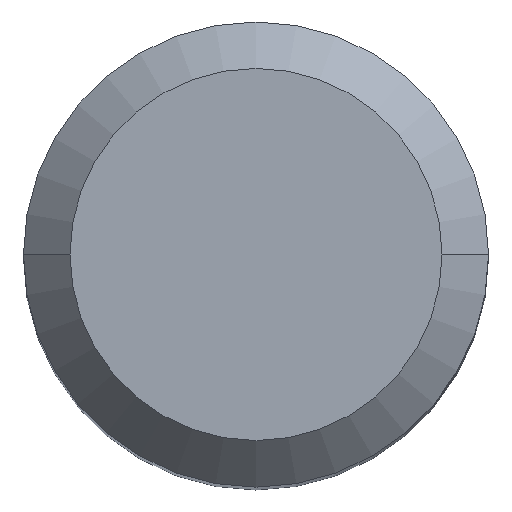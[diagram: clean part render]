
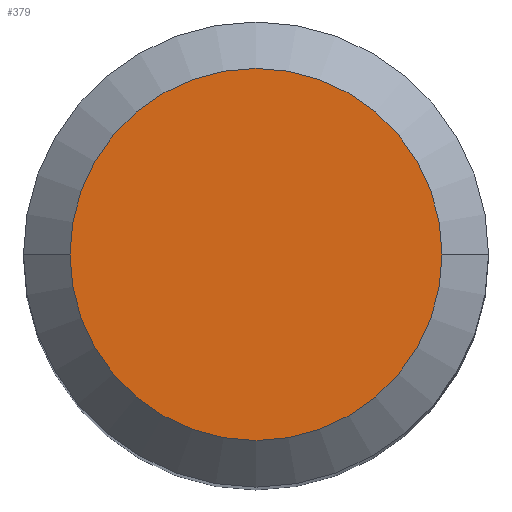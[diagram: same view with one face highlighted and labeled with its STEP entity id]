
A CAD part, top view. The second image highlights one B-rep face of the part: STEP entity #379.
In plain terms, the highlighted planar face has unit normal (0, 0, 1).
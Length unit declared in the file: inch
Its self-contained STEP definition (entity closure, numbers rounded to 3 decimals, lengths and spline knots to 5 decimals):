
#56 = CARTESIAN_POINT ( 'NONE',  ( -0.34644, 0., 0. ) ) ;
#65 = CARTESIAN_POINT ( 'NONE',  ( 0.34644, 0., 0. ) ) ;
#68 = DIRECTION ( 'NONE',  ( 1., 0., 0. ) ) ;
#78 = VERTEX_POINT ( 'NONE', #65 ) ;
#81 = CIRCLE ( 'NONE', #443, 0.34644 ) ;
#160 = DIRECTION ( 'NONE',  ( 0., 0., 1. ) ) ;
#194 = AXIS2_PLACEMENT_3D ( 'NONE', #225, #330, #458 ) ;
#225 = CARTESIAN_POINT ( 'NONE',  ( 0., 0., 0. ) ) ;
#231 = VERTEX_POINT ( 'NONE', #56 ) ;
#250 = EDGE_CURVE ( 'NONE', #231, #78, #81, .T. ) ;
#255 = DIRECTION ( 'NONE',  ( 1., 0., 0. ) ) ;
#266 = CARTESIAN_POINT ( 'NONE',  ( 0., 0., 0. ) ) ;
#278 = ORIENTED_EDGE ( 'NONE', *, *, #326, .T. ) ;
#326 = EDGE_CURVE ( 'NONE', #78, #231, #367, .T. ) ;
#330 = DIRECTION ( 'NONE',  ( 0., 0., -1. ) ) ;
#356 = CARTESIAN_POINT ( 'NONE',  ( 0., 0., 0. ) ) ;
#367 = CIRCLE ( 'NONE', #384, 0.34644 ) ;
#379 = ADVANCED_FACE ( 'NONE', ( #452 ), #417, .F. ) ;
#384 = AXIS2_PLACEMENT_3D ( 'NONE', #356, #160, #255 ) ;
#417 = PLANE ( 'NONE',  #194 ) ;
#443 = AXIS2_PLACEMENT_3D ( 'NONE', #266, #463, #68 ) ;
#452 = FACE_OUTER_BOUND ( 'NONE', #471, .T. ) ;
#458 = DIRECTION ( 'NONE',  ( -1., 0., 0. ) ) ;
#463 = DIRECTION ( 'NONE',  ( 0., 0., 1. ) ) ;
#471 = EDGE_LOOP ( 'NONE', ( #479, #278 ) ) ;
#479 = ORIENTED_EDGE ( 'NONE', *, *, #250, .T. ) ;
